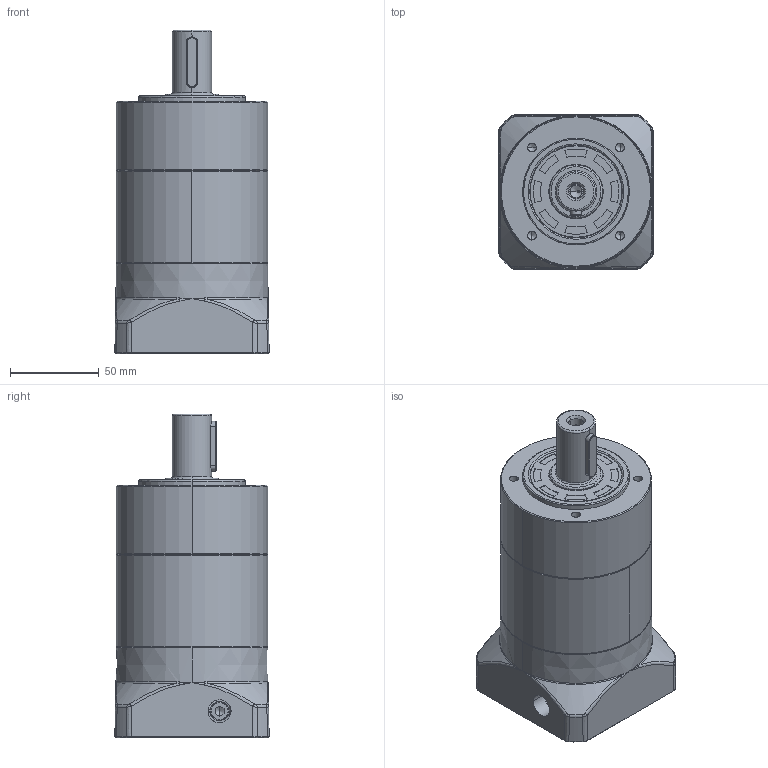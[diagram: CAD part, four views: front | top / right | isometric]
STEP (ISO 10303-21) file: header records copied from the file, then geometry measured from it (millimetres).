
FILE_DESCRIPTION (( 'STEP AP214' ), '1' );
FILE_NAME ('FE-090-L2-P2-¦µ19-¦µ70-¦µ90-M6-42-C22.STEP', '2024-01-04T05:35:18', ( 'admin' ), ( '' ), 'SwSTEP 2.0', 'SolidWorks 2013', '' );
FILE_SCHEMA (( 'AUTOMOTIVE_DESIGN' ));
Length unit declared in the file: millimetre
Products named in the file (9): 单边锁输入轴FE090-19(带螺丝); 怀堤傷褲极FE090; FE-090-L2-P2-朴19-朴70-朴90-M6-42-C22; 怀堤俴陎殤FE090-C22; 镂空输入法兰FE090-70X51XM6(新); M5樓粟菜; FBK嘎殤蚐猾 KG30x52x6; 内齿圈FE090-S108; A倰す瑩6X28
Assembly tree (13 placements, depth 2):
  FE-090-L2-P2-朴19-朴70-朴90-M6-42-C22
    怀堤傷褲极FE090
    单边锁输入轴FE090-19(带螺丝)
    A倰す瑩6X28
    M5樓粟菜  x6
    FBK嘎殤蚐猾 KG30x52x6
    怀堤俴陎殤FE090-C22
    内齿圈FE090-S108
    镂空输入法兰FE090-70X51XM6(新)
Bounding box: 86.75 x 86.75 x 182 mm (x, y, z)
Volume: 615234.6 mm3; surface area: 133953.2 mm2
Topology: 8 solids, 20 shells, 924 faces, 2359 edges, 1455 vertices
Faces by surface type: cylinder 264, plane 242, bspline 216, cone 136, torus 66
Entity records: 34255 total; most frequent: CARTESIAN_POINT 16726, ORIENTED_EDGE 3906, DIRECTION 3178, EDGE_CURVE 1957, AXIS2_PLACEMENT_3D 1296, VERTEX_POINT 1240, EDGE_LOOP 868, FACE_OUTER_BOUND 784
